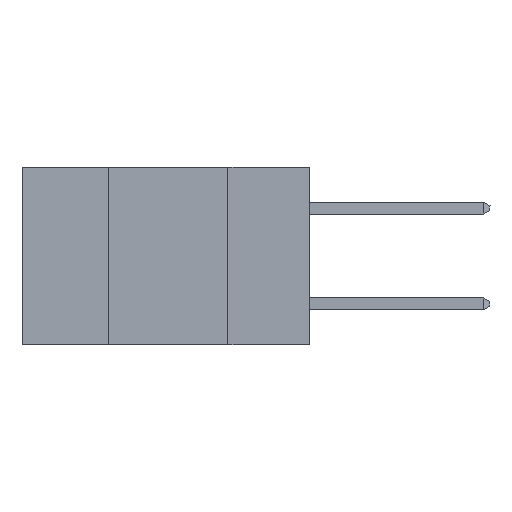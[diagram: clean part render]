
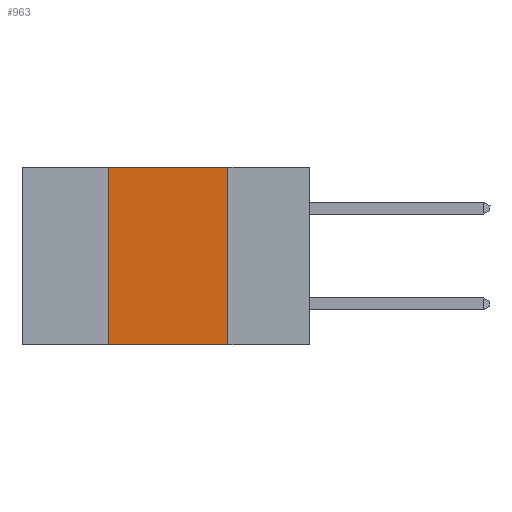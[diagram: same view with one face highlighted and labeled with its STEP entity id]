
A CAD part, left-side view. The second image highlights one B-rep face of the part: STEP entity #963.
In plain terms, the highlighted planar face has unit normal (-1, 0, 0).
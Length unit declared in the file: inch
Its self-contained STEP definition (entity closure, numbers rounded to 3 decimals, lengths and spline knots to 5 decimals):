
#216 = CARTESIAN_POINT ( 'NONE',  ( 0., 0.42, 0. ) ) ;
#755 = ORIENTED_EDGE ( 'NONE', *, *, #8148, .T. ) ;
#963 = ADVANCED_FACE ( 'NONE', ( #8329 ), #6528, .F. ) ;
#1018 = DIRECTION ( 'NONE',  ( 0., 0., 1. ) ) ;
#1173 = LINE ( 'NONE', #3169, #6324 ) ;
#1561 = EDGE_CURVE ( 'NONE', #5152, #4848, #6388, .T. ) ;
#1712 = CARTESIAN_POINT ( 'NONE',  ( 0., 0.17, 0. ) ) ;
#2285 = CARTESIAN_POINT ( 'NONE',  ( 0., 0.42, -0.37 ) ) ;
#2505 = ORIENTED_EDGE ( 'NONE', *, *, #1561, .F. ) ;
#2537 = LINE ( 'NONE', #216, #7817 ) ;
#2541 = VERTEX_POINT ( 'NONE', #2285 ) ;
#2671 = DIRECTION ( 'NONE',  ( 1., 0., 0. ) ) ;
#2690 = CARTESIAN_POINT ( 'NONE',  ( 0., 0.17, 0. ) ) ;
#3169 = CARTESIAN_POINT ( 'NONE',  ( 0., 0.6, 0. ) ) ;
#3888 = DIRECTION ( 'NONE',  ( 0., -1., 0. ) ) ;
#3918 = DIRECTION ( 'NONE',  ( 0., -1., 0. ) ) ;
#4148 = CARTESIAN_POINT ( 'NONE',  ( 0., 0.17, -0.37 ) ) ;
#4343 = ORIENTED_EDGE ( 'NONE', *, *, #6815, .F. ) ;
#4559 = CARTESIAN_POINT ( 'NONE',  ( 0., 0.42, 0. ) ) ;
#4755 = VERTEX_POINT ( 'NONE', #4559 ) ;
#4848 = VERTEX_POINT ( 'NONE', #4148 ) ;
#5152 = VERTEX_POINT ( 'NONE', #2690 ) ;
#5200 = LINE ( 'NONE', #8655, #8635 ) ;
#6153 = ORIENTED_EDGE ( 'NONE', *, *, #8744, .F. ) ;
#6324 = VECTOR ( 'NONE', #3888, 39.37008 ) ;
#6388 = LINE ( 'NONE', #1712, #6610 ) ;
#6496 = CARTESIAN_POINT ( 'NONE',  ( 0., 0.6, 0. ) ) ;
#6528 = PLANE ( 'NONE',  #7398 ) ;
#6610 = VECTOR ( 'NONE', #7636, 39.37008 ) ;
#6815 = EDGE_CURVE ( 'NONE', #4755, #5152, #1173, .T. ) ;
#6990 = DIRECTION ( 'NONE',  ( 0., 0., -1. ) ) ;
#7016 = EDGE_LOOP ( 'NONE', ( #2505, #4343, #6153, #755 ) ) ;
#7398 = AXIS2_PLACEMENT_3D ( 'NONE', #6496, #2671, #6990 ) ;
#7636 = DIRECTION ( 'NONE',  ( 0., 0., -1. ) ) ;
#7817 = VECTOR ( 'NONE', #1018, 39.37008 ) ;
#8148 = EDGE_CURVE ( 'NONE', #2541, #4848, #5200, .T. ) ;
#8329 = FACE_OUTER_BOUND ( 'NONE', #7016, .T. ) ;
#8635 = VECTOR ( 'NONE', #3918, 39.37008 ) ;
#8655 = CARTESIAN_POINT ( 'NONE',  ( 0., 0.6, -0.37 ) ) ;
#8744 = EDGE_CURVE ( 'NONE', #2541, #4755, #2537, .T. ) ;
